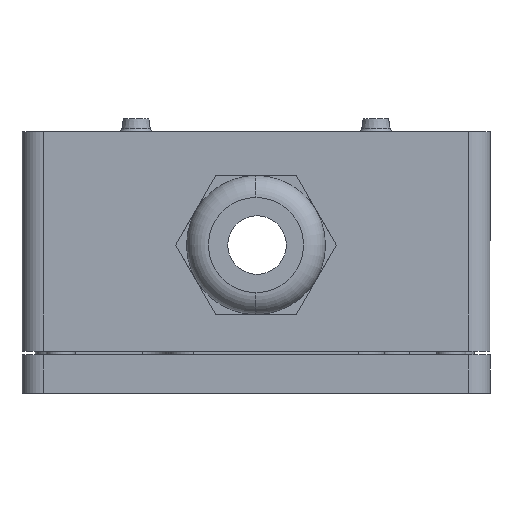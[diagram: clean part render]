
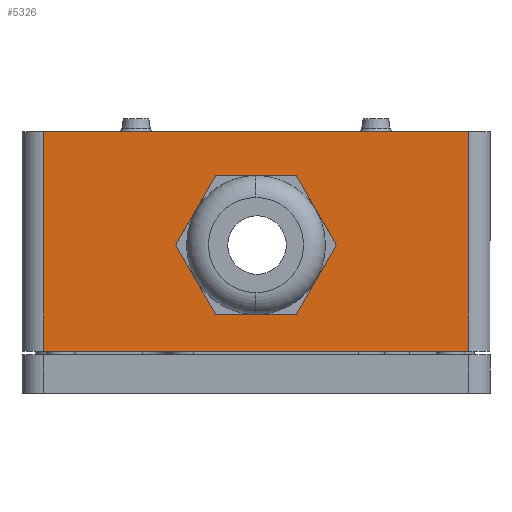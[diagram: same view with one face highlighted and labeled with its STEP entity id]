
A CAD part, front view. The second image highlights one B-rep face of the part: STEP entity #5326.
In plain terms, the highlighted planar face has unit normal (0, -1, 0).
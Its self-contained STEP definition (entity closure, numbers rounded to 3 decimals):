
#35 = ORIENTED_EDGE ( 'NONE', *, *, #7533, .F. ) ;
#244 = ORIENTED_EDGE ( 'NONE', *, *, #4208, .F. ) ;
#327 = VECTOR ( 'NONE', #3902, 1000. ) ;
#404 = CARTESIAN_POINT ( 'NONE',  ( -3., 0., 31.5 ) ) ;
#684 = EDGE_CURVE ( 'NONE', #3479, #2748, #1120, .T. ) ;
#863 = DIRECTION ( 'NONE',  ( 0., 0., 1. ) ) ;
#867 = DIRECTION ( 'NONE',  ( 0., 0., -1. ) ) ;
#1032 = DIRECTION ( 'NONE',  ( 1., 0., 0. ) ) ;
#1116 = DIRECTION ( 'NONE',  ( 0., -1., 0. ) ) ;
#1120 = LINE ( 'NONE', #4194, #6041 ) ;
#1159 = EDGE_CURVE ( 'NONE', #3479, #4429, #3092, .T. ) ;
#1552 = CARTESIAN_POINT ( 'NONE',  ( -31.859, 0., 8. ) ) ;
#1666 = CARTESIAN_POINT ( 'NONE',  ( -3., 0., 31.5 ) ) ;
#1677 = AXIS2_PLACEMENT_3D ( 'NONE', #1666, #1897, #863 ) ;
#1679 = CARTESIAN_POINT ( 'NONE',  ( -3., 0., 31.5 ) ) ;
#1897 = DIRECTION ( 'NONE',  ( 0., 1., 0. ) ) ;
#2023 = AXIS2_PLACEMENT_3D ( 'NONE', #5117, #1116, #5794 ) ;
#2154 = CIRCLE ( 'NONE', #5092, 8. ) ;
#2542 = CARTESIAN_POINT ( 'NONE',  ( -31.859, 0., 16. ) ) ;
#2748 = VERTEX_POINT ( 'NONE', #2877 ) ;
#2842 = DIRECTION ( 'NONE',  ( -1., 0., 0. ) ) ;
#2877 = CARTESIAN_POINT ( 'NONE',  ( -61., 0., 1.5 ) ) ;
#3067 = FACE_BOUND ( 'NONE', #7838, .T. ) ;
#3092 = LINE ( 'NONE', #1679, #7825 ) ;
#3226 = DIRECTION ( 'NONE',  ( 0., 0., 1. ) ) ;
#3462 = EDGE_CURVE ( 'NONE', #4429, #7207, #3868, .T. ) ;
#3479 = VERTEX_POINT ( 'NONE', #8648 ) ;
#3717 = ORIENTED_EDGE ( 'NONE', *, *, #1159, .F. ) ;
#3868 = LINE ( 'NONE', #7914, #327 ) ;
#3902 = DIRECTION ( 'NONE',  ( 0., 0., -1. ) ) ;
#4020 = CARTESIAN_POINT ( 'NONE',  ( -3., 0., 1.5 ) ) ;
#4194 = CARTESIAN_POINT ( 'NONE',  ( -61., 0., 31.5 ) ) ;
#4208 = EDGE_CURVE ( 'NONE', #7207, #2748, #6492, .T. ) ;
#4223 = VERTEX_POINT ( 'NONE', #8233 ) ;
#4429 = VERTEX_POINT ( 'NONE', #404 ) ;
#4710 = VECTOR ( 'NONE', #2842, 1000. ) ;
#4763 = EDGE_CURVE ( 'NONE', #4223, #8103, #7075, .T. ) ;
#5092 = AXIS2_PLACEMENT_3D ( 'NONE', #2542, #7252, #3226 ) ;
#5117 = CARTESIAN_POINT ( 'NONE',  ( -31.859, 0., 16. ) ) ;
#5219 = EDGE_LOOP ( 'NONE', ( #244, #7421, #3717, #5484 ) ) ;
#5326 = ADVANCED_FACE ( 'NONE', ( #3067, #8434 ), #7733, .F. ) ;
#5484 = ORIENTED_EDGE ( 'NONE', *, *, #684, .T. ) ;
#5794 = DIRECTION ( 'NONE',  ( 0., 0., 1. ) ) ;
#6041 = VECTOR ( 'NONE', #867, 1000. ) ;
#6492 = LINE ( 'NONE', #7557, #4710 ) ;
#7075 = CIRCLE ( 'NONE', #2023, 8. ) ;
#7207 = VERTEX_POINT ( 'NONE', #4020 ) ;
#7252 = DIRECTION ( 'NONE',  ( 0., -1., 0. ) ) ;
#7421 = ORIENTED_EDGE ( 'NONE', *, *, #3462, .F. ) ;
#7533 = EDGE_CURVE ( 'NONE', #8103, #4223, #2154, .T. ) ;
#7557 = CARTESIAN_POINT ( 'NONE',  ( 0., 0., 1.5 ) ) ;
#7650 = ORIENTED_EDGE ( 'NONE', *, *, #4763, .F. ) ;
#7733 = PLANE ( 'NONE',  #1677 ) ;
#7825 = VECTOR ( 'NONE', #1032, 1000. ) ;
#7838 = EDGE_LOOP ( 'NONE', ( #7650, #35 ) ) ;
#7914 = CARTESIAN_POINT ( 'NONE',  ( -3., 0., 31.5 ) ) ;
#8103 = VERTEX_POINT ( 'NONE', #1552 ) ;
#8233 = CARTESIAN_POINT ( 'NONE',  ( -31.859, 0., 24. ) ) ;
#8434 = FACE_OUTER_BOUND ( 'NONE', #5219, .T. ) ;
#8648 = CARTESIAN_POINT ( 'NONE',  ( -61., 0., 31.5 ) ) ;
